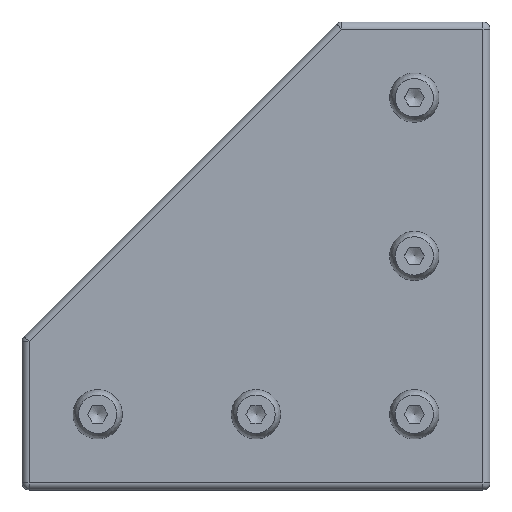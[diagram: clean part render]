
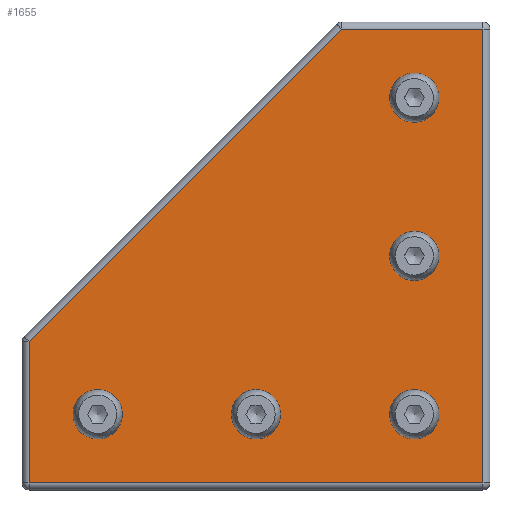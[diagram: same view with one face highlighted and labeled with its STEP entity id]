
A CAD part, top view. The second image highlights one B-rep face of the part: STEP entity #1655.
In plain terms, the highlighted planar face has unit normal (0, 0, 1).
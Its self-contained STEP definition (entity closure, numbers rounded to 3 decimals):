
#1655=ADVANCED_FACE('',(#1837,#1838,#1839,#1840,#1841,#1842),#1843,.T.);
#1837=FACE_OUTER_BOUND('',#2080,.T.);
#1838=FACE_BOUND('',#2081,.T.);
#1839=FACE_BOUND('',#2082,.T.);
#1840=FACE_BOUND('',#2083,.T.);
#1841=FACE_BOUND('',#2084,.T.);
#1842=FACE_BOUND('',#2085,.T.);
#1843=PLANE('',#2086);
#2080=EDGE_LOOP('',(#2634,#2635,#2636,#2637,#2638));
#2081=EDGE_LOOP('',(#2639));
#2082=EDGE_LOOP('',(#2640));
#2083=EDGE_LOOP('',(#2641));
#2084=EDGE_LOOP('',(#2642));
#2085=EDGE_LOOP('',(#2643));
#2086=AXIS2_PLACEMENT_3D('',#2644,#2645,#2646);
#2634=ORIENTED_EDGE('',*,*,#3007,.T.);
#2635=ORIENTED_EDGE('',*,*,#3008,.T.);
#2636=ORIENTED_EDGE('',*,*,#3009,.T.);
#2637=ORIENTED_EDGE('',*,*,#3010,.T.);
#2638=ORIENTED_EDGE('',*,*,#3011,.T.);
#2639=ORIENTED_EDGE('',*,*,#3012,.T.);
#2640=ORIENTED_EDGE('',*,*,#3013,.T.);
#2641=ORIENTED_EDGE('',*,*,#3014,.T.);
#2642=ORIENTED_EDGE('',*,*,#3015,.T.);
#2643=ORIENTED_EDGE('',*,*,#3016,.T.);
#2644=CARTESIAN_POINT('',(0.0,0.0,6.0));
#2645=DIRECTION('',(0.0,0.0,1.0));
#2646=DIRECTION('',(1.0,0.0,0.0));
#3007=EDGE_CURVE('',#3286,#3287,#3288,.T.);
#3008=EDGE_CURVE('',#3287,#3289,#3290,.T.);
#3009=EDGE_CURVE('',#3289,#3291,#3292,.T.);
#3010=EDGE_CURVE('',#3291,#3293,#3294,.T.);
#3011=EDGE_CURVE('',#3293,#3286,#3295,.T.);
#3012=EDGE_CURVE('',#3296,#3296,#3297,.T.);
#3013=EDGE_CURVE('',#3298,#3298,#3299,.T.);
#3014=EDGE_CURVE('',#3300,#3300,#3301,.T.);
#3015=EDGE_CURVE('',#3302,#3302,#3303,.T.);
#3016=EDGE_CURVE('',#3304,#3304,#3305,.T.);
#3286=VERTEX_POINT('',#3831);
#3287=VERTEX_POINT('',#3832);
#3288=LINE('',#3833,#3834);
#3289=VERTEX_POINT('',#3835);
#3290=LINE('',#3836,#3837);
#3291=VERTEX_POINT('',#3838);
#3292=LINE('',#3839,#3840);
#3293=VERTEX_POINT('',#3841);
#3294=LINE('',#3842,#3843);
#3295=LINE('',#3844,#3845);
#3296=VERTEX_POINT('',#3846);
#3297=CIRCLE('',#3847,5.0);
#3298=VERTEX_POINT('',#3848);
#3299=CIRCLE('',#3849,5.0);
#3300=VERTEX_POINT('',#3850);
#3301=CIRCLE('',#3851,5.0);
#3302=VERTEX_POINT('',#3852);
#3303=CIRCLE('',#3853,5.0);
#3304=VERTEX_POINT('',#3854);
#3305=CIRCLE('',#3855,5.0);
#3831=CARTESIAN_POINT('',(-2.0,2.0,6.0));
#3832=CARTESIAN_POINT('',(-2.0,131.0,6.0));
#3833=CARTESIAN_POINT('',(-2.0,0.,6.0));
#3834=VECTOR('',#4186,1.0);
#3835=CARTESIAN_POINT('',(-42.172,131.0,6.0));
#3836=CARTESIAN_POINT('',(0.0,131.0,6.0));
#3837=VECTOR('',#4187,1.0);
#3838=CARTESIAN_POINT('',(-131.0,42.172,6.0));
#3839=CARTESIAN_POINT('',(-86.586,86.586,6.0));
#3840=VECTOR('',#4188,1.0);
#3841=CARTESIAN_POINT('',(-131.0,2.0,6.0));
#3842=CARTESIAN_POINT('',(-131.0,0.0,6.0));
#3843=VECTOR('',#4189,1.0);
#3844=CARTESIAN_POINT('',(0.0,2.0,6.0));
#3845=VECTOR('',#4190,1.0);
#3846=CARTESIAN_POINT('',(-106.5,21.5,6.0));
#3847=AXIS2_PLACEMENT_3D('',#4191,#4192,#4193);
#3848=CARTESIAN_POINT('',(-61.5,21.5,6.0));
#3849=AXIS2_PLACEMENT_3D('',#4194,#4195,#4196);
#3850=CARTESIAN_POINT('',(-16.5,111.5,6.0));
#3851=AXIS2_PLACEMENT_3D('',#4197,#4198,#4199);
#3852=CARTESIAN_POINT('',(-16.5,66.5,6.0));
#3853=AXIS2_PLACEMENT_3D('',#4200,#4201,#4202);
#3854=CARTESIAN_POINT('',(-16.5,21.5,6.0));
#3855=AXIS2_PLACEMENT_3D('',#4203,#4204,#4205);
#4186=DIRECTION('',(0.,1.0,0.0));
#4187=DIRECTION('',(-1.0,0.0,0.0));
#4188=DIRECTION('',(-0.707,-0.707,0.0));
#4189=DIRECTION('',(0.0,-1.0,0.0));
#4190=DIRECTION('',(1.0,0.0,0.0));
#4191=CARTESIAN_POINT('',(-111.5,21.5,6.0));
#4192=DIRECTION('',(0.0,0.0,-1.0));
#4193=DIRECTION('',(1.0,0.0,0.0));
#4194=CARTESIAN_POINT('',(-66.5,21.5,6.0));
#4195=DIRECTION('',(0.0,0.0,-1.0));
#4196=DIRECTION('',(1.0,0.0,0.0));
#4197=CARTESIAN_POINT('',(-21.5,111.5,6.0));
#4198=DIRECTION('',(0.0,0.0,-1.0));
#4199=DIRECTION('',(1.0,0.0,0.0));
#4200=CARTESIAN_POINT('',(-21.5,66.5,6.0));
#4201=DIRECTION('',(0.0,0.0,-1.0));
#4202=DIRECTION('',(1.0,0.0,0.0));
#4203=CARTESIAN_POINT('',(-21.5,21.5,6.0));
#4204=DIRECTION('',(0.0,0.0,-1.0));
#4205=DIRECTION('',(1.0,0.0,0.0));
